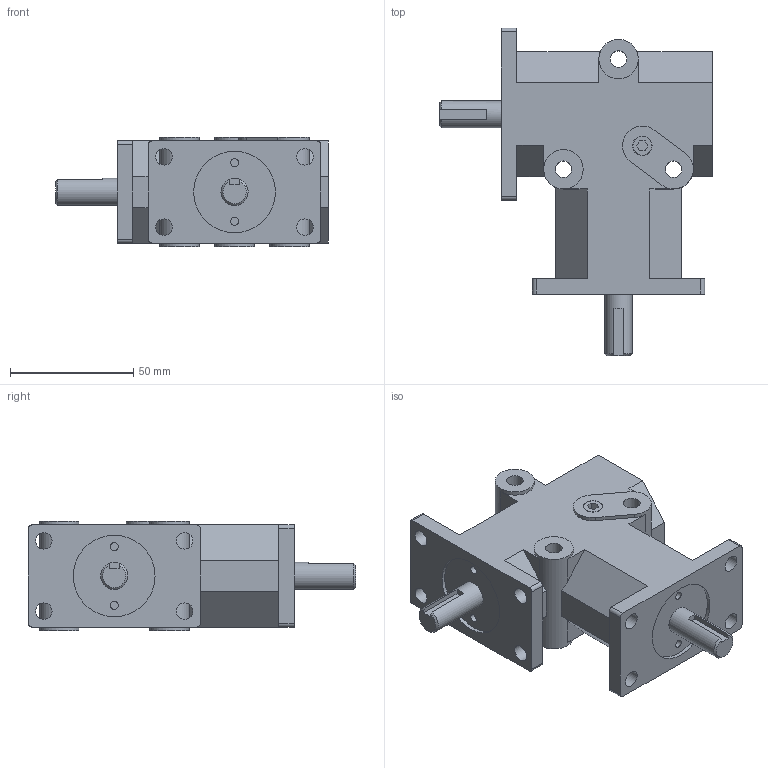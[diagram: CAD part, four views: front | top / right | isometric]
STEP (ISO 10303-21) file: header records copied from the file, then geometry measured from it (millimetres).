
FILE_DESCRIPTION(/* description */ ('!AP-203 File Generated from CADKEY 99!'),/* implementation_level */ '2;1');
FILE_NAME(/* name */ 'R081-M',/* time_stamp */ '2002-01-17T22:53:24-05:00',/* author */ ('CADKEY'),/* organization */ ('CADKEY Corporation'),/* preprocessor_version */ 'ST-DEVELOPER v8',/* originating_system */ 'step.cde',/* authorisation */ 'CK');
FILE_SCHEMA (('CONFIG_CONTROL_DESIGN'));
Length unit declared in the file: millimetre
Products named in the file (1): 1999-0203
Bounding box: 110.72 x 132.95 x 44.45 mm (x, y, z)
Volume: 261549.8 mm3; surface area: 37747.7 mm2
Topology: 1 solids, 1 shells, 117 faces, 312 edges, 210 vertices
Faces by surface type: plane 78, cylinder 36, cone 3
Full cylindrical faces by diameter (mm): 3.251 x6, 6.731 x11, 7.874 x1, 11 x2, 16.002 x3, 33.122 x3
Entity records: 3410 total; most frequent: CARTESIAN_POINT 585, ORIENTED_EDGE 540, DIRECTION 509, EDGE_CURVE 270, AXIS2_PLACEMENT_3D 207, VERTEX_POINT 198, EDGE_LOOP 180, FACE_BOUND 180
